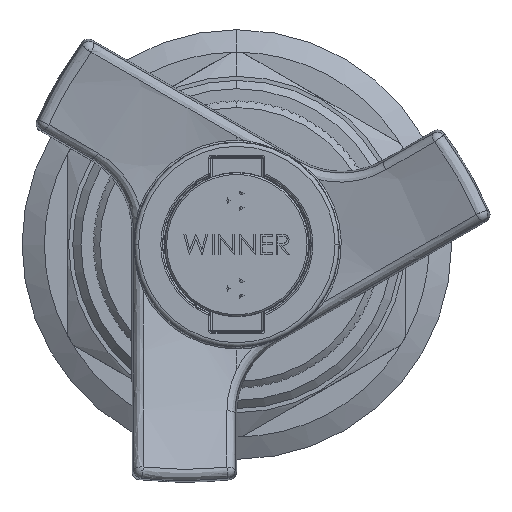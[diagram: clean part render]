
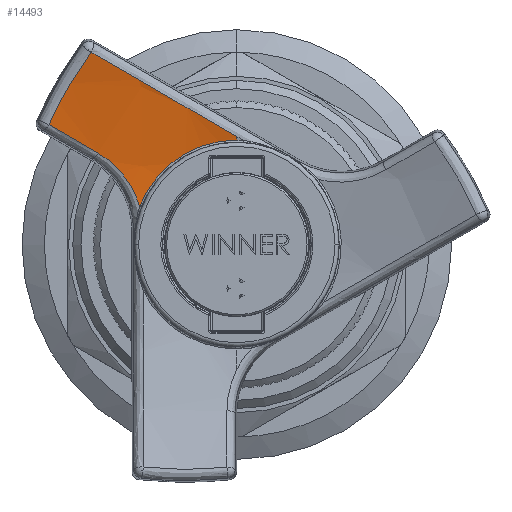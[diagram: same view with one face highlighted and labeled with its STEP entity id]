
A CAD part, left-side view. The second image highlights one B-rep face of the part: STEP entity #14493.
In plain terms, the highlighted spherical face has radius 70 mm.
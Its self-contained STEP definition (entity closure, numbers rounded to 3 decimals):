
#144 = CARTESIAN_POINT ( 'NONE',  ( -29.392, 0., 0. ) ) ;
#396 = CARTESIAN_POINT ( 'NONE',  ( -34.706, 17.776, 23.438 ) ) ;
#655 = FACE_OUTER_BOUND ( 'NONE', #8856, .T. ) ;
#1323 = CARTESIAN_POINT ( 'NONE',  ( -31.233, 16.949, 11.175 ) ) ;
#1428 = CARTESIAN_POINT ( 'NONE',  ( -30.821, 15.771, 10.418 ) ) ;
#1520 = AXIS2_PLACEMENT_3D ( 'NONE', #3170, #21543, #10105 ) ;
#1970 = DIRECTION ( 'NONE',  ( 0., 1., 0. ) ) ;
#2450 = VERTEX_POINT ( 'NONE', #2496 ) ;
#2496 = CARTESIAN_POINT ( 'NONE',  ( -29.392, 11.845, 4.663 ) ) ;
#3098 = VERTEX_POINT ( 'NONE', #3862 ) ;
#3170 = CARTESIAN_POINT ( 'NONE',  ( -98.225, 0., 0. ) ) ;
#3821 = CARTESIAN_POINT ( 'NONE',  ( -33.704, 22.887, 14.603 ) ) ;
#3862 = CARTESIAN_POINT ( 'NONE',  ( -29.392, 0., 12.73 ) ) ;
#4110 = ORIENTED_EDGE ( 'NONE', *, *, #17125, .T. ) ;
#4271 = CARTESIAN_POINT ( 'NONE',  ( -98.225, 0., 0. ) ) ;
#4367 = DIRECTION ( 'NONE',  ( -1., 0., 0. ) ) ;
#5157 = B_SPLINE_CURVE_WITH_KNOTS ( 'NONE', 3,
 ( #27904, #16329, #12047, #14115, #25403, #18752, #13917, #396 ),
 .UNSPECIFIED., .F., .F.,
 ( 4, 2, 2, 4 ),
 ( 0.008, 0.013, 0.019, 0.029 ),
 .UNSPECIFIED. ) ;
#5319 = EDGE_CURVE ( 'NONE', #5957, #2450, #7388, .T. ) ;
#5745 = CARTESIAN_POINT ( 'NONE',  ( -30.449, 14.717, 9.508 ) ) ;
#5842 = CARTESIAN_POINT ( 'NONE',  ( -29.582, 12.33, 6.019 ) ) ;
#5957 = VERTEX_POINT ( 'NONE', #6107 ) ;
#5994 = VERTEX_POINT ( 'NONE', #17227 ) ;
#5999 = CARTESIAN_POINT ( 'NONE',  ( -34.254, 19.78, 20.694 ) ) ;
#6107 = CARTESIAN_POINT ( 'NONE',  ( -31.233, 16.949, 11.175 ) ) ;
#7388 = B_SPLINE_CURVE_WITH_KNOTS ( 'NONE', 3,
 ( #1323, #10164, #1428, #5745, #23908, #8111, #26325, #8021, #14933, #7931, #5842, #26222, #28625, #19393 ),
 .UNSPECIFIED., .F., .F.,
 ( 4, 2, 2, 2, 2, 2, 4 ),
 ( 0., 0.002, 0.004, 0.005, 0.007, 0.008, 0.009 ),
 .UNSPECIFIED. ) ;
#7668 = ORIENTED_EDGE ( 'NONE', *, *, #14871, .T. ) ;
#7910 = B_SPLINE_CURVE_WITH_KNOTS ( 'NONE', 3,
 ( #3821, #12876, #14546, #19808 ),
 .UNSPECIFIED., .F., .F.,
 ( 4, 4 ),
 ( 0., 0.007 ),
 .UNSPECIFIED. ) ;
#7931 = CARTESIAN_POINT ( 'NONE',  ( -29.637, 12.478, 6.343 ) ) ;
#8021 = CARTESIAN_POINT ( 'NONE',  ( -29.824, 12.98, 7.28 ) ) ;
#8111 = CARTESIAN_POINT ( 'NONE',  ( -30.04, 13.572, 8.168 ) ) ;
#8494 = CARTESIAN_POINT ( 'NONE',  ( -34.706, 17.776, 23.438 ) ) ;
#8856 = EDGE_LOOP ( 'NONE', ( #13575, #4110, #16701, #20149, #16880, #7668 ) ) ;
#9269 = CARTESIAN_POINT ( 'NONE',  ( -33.704, 22.887, 14.603 ) ) ;
#9661 = DIRECTION ( 'NONE',  ( 1., 0., 0. ) ) ;
#10105 = DIRECTION ( 'NONE',  ( 0., 0., -1. ) ) ;
#10164 = CARTESIAN_POINT ( 'NONE',  ( -31.022, 16.344, 10.826 ) ) ;
#10719 = EDGE_CURVE ( 'NONE', #27152, #5957, #7910, .T. ) ;
#12047 = CARTESIAN_POINT ( 'NONE',  ( -29.882, 3.053, 14.935 ) ) ;
#12876 = CARTESIAN_POINT ( 'NONE',  ( -32.762, 20.946, 13.483 ) ) ;
#13027 = CARTESIAN_POINT ( 'NONE',  ( -34.706, 17.776, 23.438 ) ) ;
#13575 = ORIENTED_EDGE ( 'NONE', *, *, #23749, .F. ) ;
#13700 = CIRCLE ( 'NONE', #26873, 70. ) ;
#13917 = CARTESIAN_POINT ( 'NONE',  ( -33.312, 14.948, 21.804 ) ) ;
#14088 = EDGE_CURVE ( 'NONE', #14138, #27152, #29715, .T. ) ;
#14115 = CARTESIAN_POINT ( 'NONE',  ( -30.49, 6.077, 16.681 ) ) ;
#14138 = VERTEX_POINT ( 'NONE', #8494 ) ;
#14493 = ADVANCED_FACE ( 'NONE', ( #655 ), #25478, .F. ) ;
#14546 = CARTESIAN_POINT ( 'NONE',  ( -31.937, 18.964, 12.338 ) ) ;
#14871 = EDGE_CURVE ( 'NONE', #2450, #3098, #23278, .T. ) ;
#14933 = CARTESIAN_POINT ( 'NONE',  ( -29.759, 12.803, 6.974 ) ) ;
#16329 = CARTESIAN_POINT ( 'NONE',  ( -29.644, 1.529, 14.055 ) ) ;
#16701 = ORIENTED_EDGE ( 'NONE', *, *, #14088, .T. ) ;
#16880 = ORIENTED_EDGE ( 'NONE', *, *, #5319, .T. ) ;
#17125 = EDGE_CURVE ( 'NONE', #5994, #14138, #5157, .T. ) ;
#17227 = CARTESIAN_POINT ( 'NONE',  ( -29.475, 0., 13.172 ) ) ;
#18752 = CARTESIAN_POINT ( 'NONE',  ( -32.177, 12.046, 20.128 ) ) ;
#19393 = CARTESIAN_POINT ( 'NONE',  ( -29.392, 11.845, 4.663 ) ) ;
#19808 = CARTESIAN_POINT ( 'NONE',  ( -31.233, 16.949, 11.175 ) ) ;
#20149 = ORIENTED_EDGE ( 'NONE', *, *, #10719, .T. ) ;
#20373 = AXIS2_PLACEMENT_3D ( 'NONE', #144, #9661, #27957 ) ;
#21543 = DIRECTION ( 'NONE',  ( 0., 1., 0. ) ) ;
#22281 = CARTESIAN_POINT ( 'NONE',  ( -33.704, 22.887, 14.603 ) ) ;
#23278 = CIRCLE ( 'NONE', #20373, 12.73 ) ;
#23749 = EDGE_CURVE ( 'NONE', #5994, #3098, #13700, .T. ) ;
#23908 = CARTESIAN_POINT ( 'NONE',  ( -30.277, 14.232, 9.003 ) ) ;
#25403 = CARTESIAN_POINT ( 'NONE',  ( -30.862, 7.58, 17.549 ) ) ;
#25478 = SPHERICAL_SURFACE ( 'NONE', #1520, 70. ) ;
#26222 = CARTESIAN_POINT ( 'NONE',  ( -29.479, 12.064, 5.353 ) ) ;
#26325 = CARTESIAN_POINT ( 'NONE',  ( -29.964, 13.364, 7.877 ) ) ;
#26587 = CARTESIAN_POINT ( 'NONE',  ( -33.919, 21.498, 17.729 ) ) ;
#26873 = AXIS2_PLACEMENT_3D ( 'NONE', #4271, #1970, #4367 ) ;
#27152 = VERTEX_POINT ( 'NONE', #9269 ) ;
#27904 = CARTESIAN_POINT ( 'NONE',  ( -29.475, 0., 13.172 ) ) ;
#27957 = DIRECTION ( 'NONE',  ( 0., 1., 0. ) ) ;
#28625 = CARTESIAN_POINT ( 'NONE',  ( -29.433, 11.946, 5.009 ) ) ;
#29715 = B_SPLINE_CURVE_WITH_KNOTS ( 'NONE', 3,
 ( #13027, #5999, #26587, #22281 ),
 .UNSPECIFIED., .F., .F.,
 ( 4, 4 ),
 ( 0., 0.01 ),
 .UNSPECIFIED. ) ;
